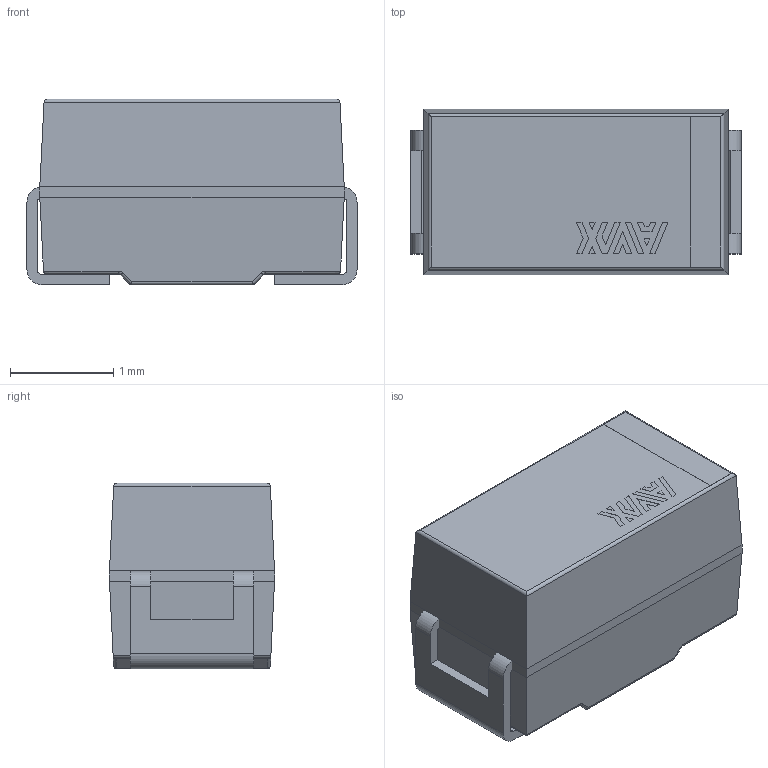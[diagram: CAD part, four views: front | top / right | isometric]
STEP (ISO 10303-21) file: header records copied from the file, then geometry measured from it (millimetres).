
FILE_DESCRIPTION(('FreeCAD Model'),'2;1');
FILE_NAME('TAJA.step', '2021-04-20T23:51:06',('Author'),(''), 'Open CASCADE STEP processor 7.2','FreeCAD','Unknown');
FILE_SCHEMA(('AUTOMOTIVE_DESIGN { 1 0 10303 214 1 1 1 1 }'));
Length unit declared in the file: millimetre
Products named in the file (4): Marker; Pins; Body_; Logo
Bounding box: 3.2 x 1.6 x 1.8 mm (x, y, z)
Volume: 8.2 mm3; surface area: 33.3 mm2
Topology: 13 solids, 13 shells, 160 faces, 646 edges, 1336 vertices
Faces by surface type: bspline 68, plane 56, cylinder 32, sphere 4
Entity records: 7761 total; most frequent: CARTESIAN_POINT 2849, ORIENTED_EDGE 732, DIRECTION 442, B_SPLINE_CURVE_WITH_KNOTS 414, EDGE_CURVE 366, GEOMETRIC_CURVE_SET 277, TRIMMED_CURVE 276, VERTEX_POINT 232
